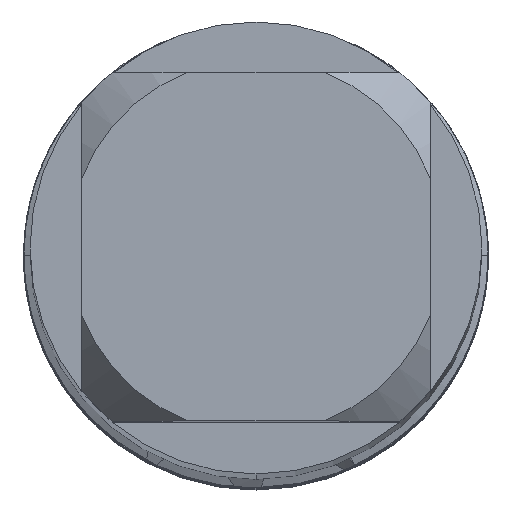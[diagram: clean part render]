
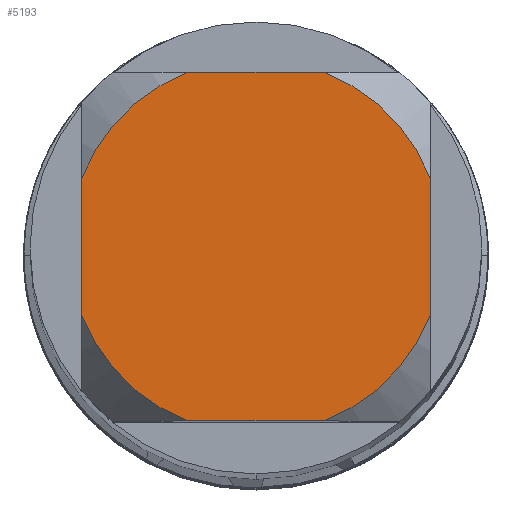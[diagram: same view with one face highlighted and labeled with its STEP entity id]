
A CAD part, top view. The second image highlights one B-rep face of the part: STEP entity #5193.
In plain terms, the highlighted planar face has unit normal (0, 0, 1).
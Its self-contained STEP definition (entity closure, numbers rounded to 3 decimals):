
#1927=EDGE_CURVE('',#3661,#4493,#5708,.T.);
#2029=EDGE_CURVE('',#4765,#2697,#5817,.T.);
#2443=EDGE_CURVE('',#3709,#4333,#6277,.T.);
#2675=VERTEX_POINT('',#6527);
#2697=VERTEX_POINT('',#6551);
#3661=VERTEX_POINT('',#7602);
#3709=VERTEX_POINT('',#7652);
#4071=EDGE_CURVE('',#3661,#5027,#8049,.T.);
#4333=VERTEX_POINT('',#8330);
#4493=VERTEX_POINT('',#8506);
#4765=VERTEX_POINT('',#8802);
#4923=EDGE_CURVE('',#3709,#4493,#8976,.T.);
#5017=EDGE_CURVE('',#4765,#4333,#9077,.T.);
#5027=VERTEX_POINT('',#9087);
#5149=EDGE_CURVE('',#2675,#2697,#9226,.T.);
#5193=ADVANCED_FACE('',(#9272),#9273,.T.);
#5523=EDGE_CURVE('',#2675,#5027,#9634,.T.);
#5708=CIRCLE('',#9854,1.45);
#5817=CIRCLE('',#10068,1.45);
#6277=CIRCLE('',#11580,1.45);
#6527=CARTESIAN_POINT('',(1.35,-0.529,0.0));
#6551=CARTESIAN_POINT('',(1.35,0.529,0.0));
#7602=CARTESIAN_POINT('',(-0.529,-1.35,0.0));
#7652=CARTESIAN_POINT('',(-1.35,0.529,0.0));
#8049=LINE('',#15472,#15473);
#8330=CARTESIAN_POINT('',(-0.529,1.35,0.0));
#8506=CARTESIAN_POINT('',(-1.35,-0.529,0.0));
#8802=CARTESIAN_POINT('',(0.529,1.35,0.0));
#8976=LINE('',#18515,#18516);
#9077=LINE('',#18716,#18717);
#9087=CARTESIAN_POINT('',(0.529,-1.35,0.0));
#9226=LINE('',#19022,#19023);
#9272=FACE_OUTER_BOUND('',#19111,.T.);
#9273=PLANE('',#19112);
#9634=CIRCLE('',#20369,1.45);
#9854=AXIS2_PLACEMENT_3D('',#20818,#20819,#20820);
#10068=AXIS2_PLACEMENT_3D('',#20914,#20915,#20916);
#11580=AXIS2_PLACEMENT_3D('',#21605,#21606,#21607);
#15472=CARTESIAN_POINT('',(0.0,-1.35,0.0));
#15473=VECTOR('',#23469,1.0);
#18515=CARTESIAN_POINT('',(-1.35,0.363,0.0));
#18516=VECTOR('',#24330,1.0);
#18716=CARTESIAN_POINT('',(0.0,1.35,0.0));
#18717=VECTOR('',#24426,1.0);
#19022=CARTESIAN_POINT('',(1.35,0.363,0.0));
#19023=VECTOR('',#24605,1.0);
#19111=EDGE_LOOP('',(#24636,#24637,#24638,#24639,#24640,#24641,#24642,#24643));
#19112=AXIS2_PLACEMENT_3D('',#24644,#24645,#24646);
#20369=AXIS2_PLACEMENT_3D('',#25218,#25219,#25220);
#20818=CARTESIAN_POINT('',(0.0,0.0,0.0));
#20819=DIRECTION('',(0.0,0.0,-1.0));
#20820=DIRECTION('',(0.0,1.0,0.0));
#20914=CARTESIAN_POINT('',(0.0,0.0,0.0));
#20915=DIRECTION('',(0.0,0.0,-1.0));
#20916=DIRECTION('',(0.0,1.0,0.0));
#21605=CARTESIAN_POINT('',(0.0,0.0,0.0));
#21606=DIRECTION('',(0.0,0.0,-1.0));
#21607=DIRECTION('',(0.0,1.0,0.0));
#23469=DIRECTION('',(1.0,0.0,0.0));
#24330=DIRECTION('',(-0.0,-1.0,0.0));
#24426=DIRECTION('',(-1.0,0.0,0.0));
#24605=DIRECTION('',(-0.0,1.0,0.0));
#24636=ORIENTED_EDGE('',*,*,#4923,.T.);
#24637=ORIENTED_EDGE('',*,*,#1927,.F.);
#24638=ORIENTED_EDGE('',*,*,#4071,.T.);
#24639=ORIENTED_EDGE('',*,*,#5523,.F.);
#24640=ORIENTED_EDGE('',*,*,#5149,.T.);
#24641=ORIENTED_EDGE('',*,*,#2029,.F.);
#24642=ORIENTED_EDGE('',*,*,#5017,.T.);
#24643=ORIENTED_EDGE('',*,*,#2443,.F.);
#24644=CARTESIAN_POINT('',(0.0,0.725,0.0));
#24645=DIRECTION('',(-0.0,0.0,1.0));
#24646=DIRECTION('',(0.0,-1.0,0.0));
#25218=CARTESIAN_POINT('',(0.0,0.0,0.0));
#25219=DIRECTION('',(0.0,0.0,-1.0));
#25220=DIRECTION('',(0.0,1.0,0.0));
